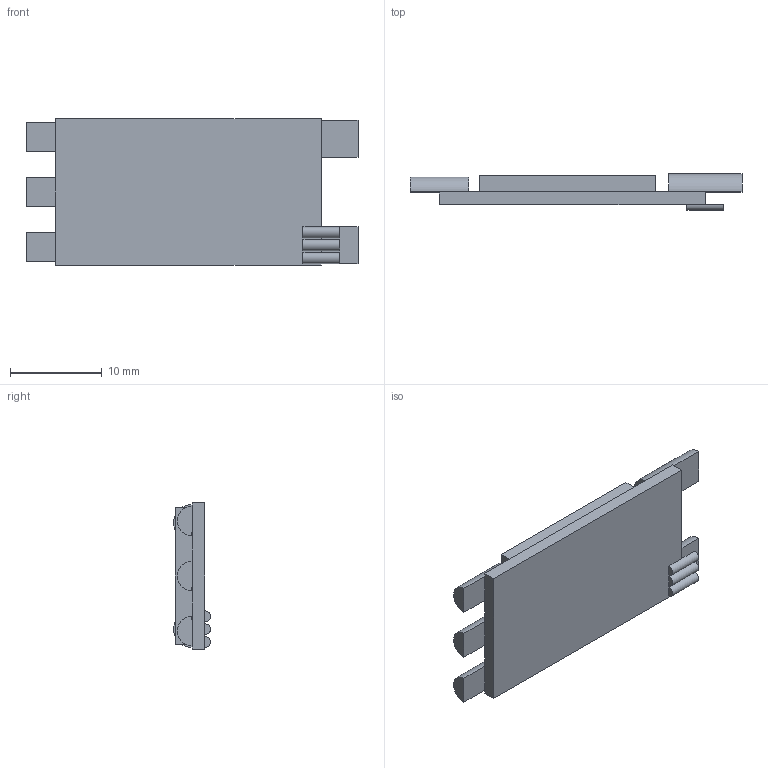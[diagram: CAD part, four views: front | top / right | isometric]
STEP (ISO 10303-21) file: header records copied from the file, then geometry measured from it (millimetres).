
FILE_DESCRIPTION (( 'STEP AP214' ), '1' );
FILE_NAME ('3_DmMc_F35Aesc_type6.STEP', '2022-11-28T03:49:46', ( '' ), ( '' ), 'SwSTEP 2.0', 'SolidWorks 2022', '' );
FILE_SCHEMA (( 'AUTOMOTIVE_DESIGN' ));
Length unit declared in the file: millimetre
Products named in the file (1): 3_DmMc_F35Aesc_type6
Bounding box: 36.2 x 4 x 16 mm (x, y, z)
Volume: 1346.7 mm3; surface area: 1458.4 mm2
Topology: 1 solids, 1 shells, 86 faces, 224 edges, 144 vertices
Faces by surface type: plane 54, bspline 24, cylinder 8
Entity records: 3954 total; most frequent: CARTESIAN_POINT 1967, ORIENTED_EDGE 448, DIRECTION 318, EDGE_CURVE 224, LINE 160, VECTOR 160, VERTEX_POINT 144, EDGE_LOOP 90
